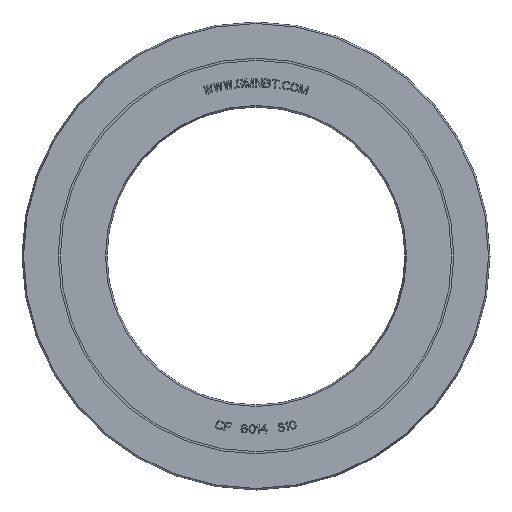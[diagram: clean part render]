
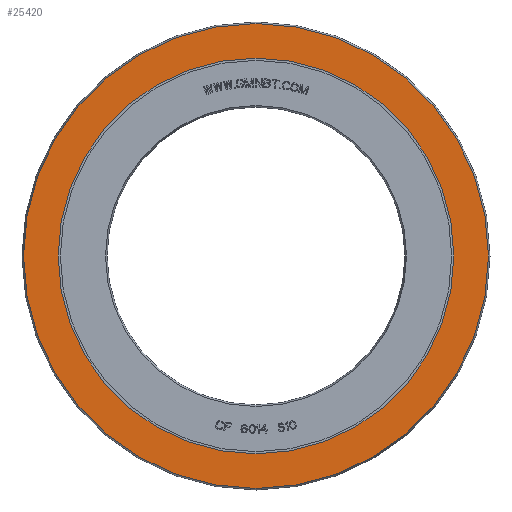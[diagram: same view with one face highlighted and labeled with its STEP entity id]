
A CAD part, front view. The second image highlights one B-rep face of the part: STEP entity #25420.
In plain terms, the highlighted planar face has unit normal (0, -1, 0).
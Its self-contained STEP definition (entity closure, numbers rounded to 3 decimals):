
#24939=CARTESIAN_POINT('',(0.,-3.,0.));
#24940=DIRECTION('',(0.,1.,0.));
#24941=DIRECTION('',(0.,0.,-1.));
#24942=AXIS2_PLACEMENT_3D('',#24939,#24940,#24941);
#24947=CARTESIAN_POINT('',(0.,-3.,0.));
#24948=DIRECTION('',(0.,-1.,0.));
#24949=DIRECTION('',(0.,0.,-1.));
#24950=AXIS2_PLACEMENT_3D('',#24947,#24948,#24949);
#24955=CARTESIAN_POINT('',(0.,-3.,0.));
#24956=DIRECTION('',(0.,-1.,0.));
#24957=DIRECTION('',(0.,0.,-1.));
#24958=AXIS2_PLACEMENT_3D('',#24955,#24956,#24957);
#24977=CARTESIAN_POINT('',(0.,-3.,0.));
#24978=DIRECTION('',(0.,1.,0.));
#24979=DIRECTION('',(0.,0.,-1.));
#24980=AXIS2_PLACEMENT_3D('',#24977,#24978,#24979);
#25016=CARTESIAN_POINT('',(0.,-3.,-46.5));
#25018=VERTEX_POINT('',#25016);
#25019=CARTESIAN_POINT('',(0.,-3.,-54.636));
#25021=VERTEX_POINT('',#25019);
#25032=CARTESIAN_POINT('',(0.,-3.,46.5));
#25034=VERTEX_POINT('',#25032);
#25035=CARTESIAN_POINT('',(0.,-3.,54.636));
#25037=VERTEX_POINT('',#25035);
#25405=CARTESIAN_POINT('',(0.,-3.,0.));
#25406=DIRECTION('',(0.,-1.,0.));
#25407=DIRECTION('',(0.,0.,1.));
#25408=AXIS2_PLACEMENT_3D('',#25405,#25406,#25407);
#25409=PLANE('',#25408);
#25411=ORIENTED_EDGE('',*,*,#25410,.F.);
#25413=ORIENTED_EDGE('',*,*,#25412,.T.);
#25414=EDGE_LOOP('',(#25411,#25413));
#25415=FACE_OUTER_BOUND('',#25414,.F.);
#25416=ORIENTED_EDGE('',*,*,#25398,.F.);
#25417=ORIENTED_EDGE('',*,*,#25387,.T.);
#25418=EDGE_LOOP('',(#25416,#25417));
#25419=FACE_BOUND('',#25418,.F.);
#24943=CIRCLE('',#24942,46.5);
#24951=CIRCLE('',#24950,46.5);
#24959=CIRCLE('',#24958,54.636);
#24981=CIRCLE('',#24980,54.636);
#25387=EDGE_CURVE('',#25018,#25034,#24951,.T.);
#25398=EDGE_CURVE('',#25018,#25034,#24943,.T.);
#25410=EDGE_CURVE('',#25021,#25037,#24959,.T.);
#25412=EDGE_CURVE('',#25021,#25037,#24981,.T.);
#25420=ADVANCED_FACE('',(#25415,#25419),#25409,.T.);
